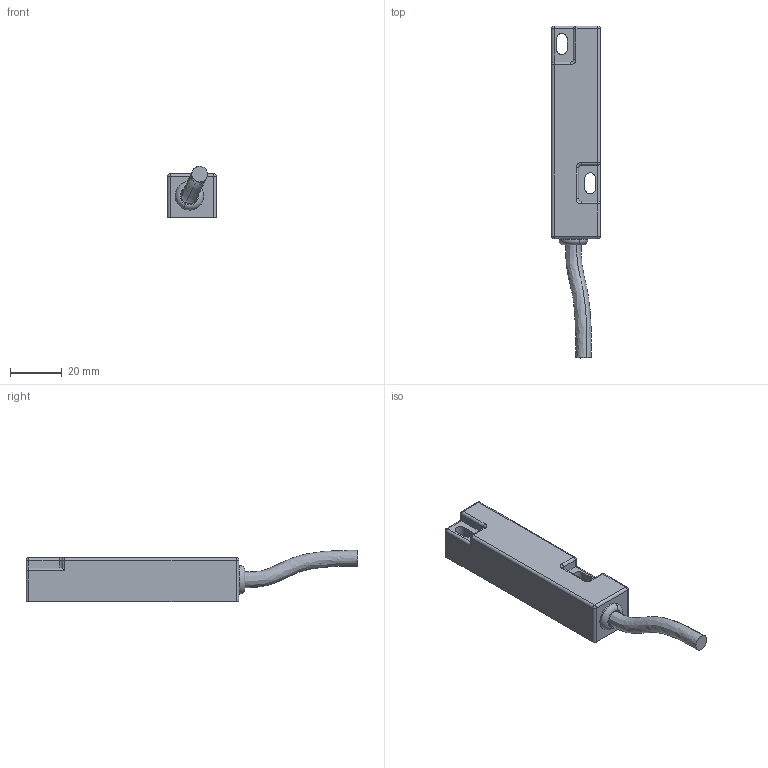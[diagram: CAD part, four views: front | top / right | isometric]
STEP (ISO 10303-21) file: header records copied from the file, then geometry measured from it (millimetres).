
FILE_DESCRIPTION (( 'STEP AP214' ), '1' );
FILE_NAME ('MS6-Red ABS Switch with Cable.STEP', '2010-06-10T14:00:10', ( ' ' ), ( ' ' ), 'SwSTEP 2.0', 'SolidWorks 2004231', '' );
FILE_SCHEMA (( 'AUTOMOTIVE_DESIGN' ));
Length unit declared in the file: millimetre
Products named in the file (4): 356.702 (MS6 Switch Red); 103.019 (Grommet PV751); 150.005 (cable 4 core); MS6-Red ABS Switch with Cable
Assembly tree (3 placements, depth 2):
  MS6-Red ABS Switch with Cable
    103.019 (Grommet PV751)
    150.005 (cable 4 core)
    356.702 (MS6 Switch Red)
Bounding box: 19 x 128.73 x 19.9 mm (x, y, z)
Volume: 26460 mm3; surface area: 8432.8 mm2
Topology: 3 solids, 3 shells, 84 faces, 192 edges, 110 vertices
Faces by surface type: cylinder 42, plane 25, sphere 8, torus 7, bspline 2
Entity records: 2611 total; most frequent: CARTESIAN_POINT 522, DIRECTION 441, ORIENTED_EDGE 368, EDGE_CURVE 184, AXIS2_PLACEMENT_3D 177, VERTEX_POINT 110, EDGE_LOOP 94, CIRCLE 89
